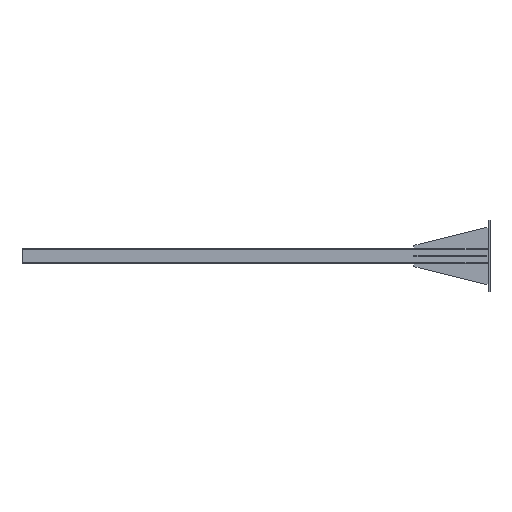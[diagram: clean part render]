
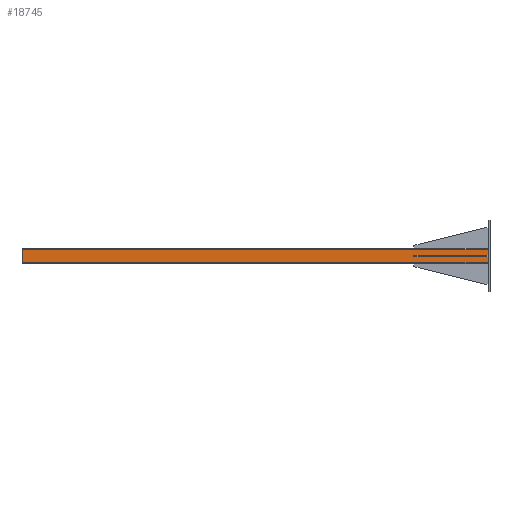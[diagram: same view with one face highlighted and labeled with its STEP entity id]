
A CAD part, left-side view. The second image highlights one B-rep face of the part: STEP entity #18745.
In plain terms, the highlighted planar face has unit normal (-1, 0, 0).
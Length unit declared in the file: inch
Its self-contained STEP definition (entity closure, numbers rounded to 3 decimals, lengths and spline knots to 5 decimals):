
#1673=PLANE('',#20715);
#2072=FACE_OUTER_BOUND('',#3260,.T.);
#3260=EDGE_LOOP('',(#12816,#12817,#12818,#12819));
#4619=LINE('',#29283,#5712);
#4623=LINE('',#29299,#5716);
#4633=LINE('',#29326,#5726);
#4634=LINE('',#29328,#5727);
#5712=VECTOR('',#23263,0.3937);
#5716=VECTOR('',#23277,0.3937);
#5726=VECTOR('',#23307,0.3937);
#5727=VECTOR('',#23310,0.3937);
#8068=VERTEX_POINT('',#29281);
#8069=VERTEX_POINT('',#29282);
#8076=VERTEX_POINT('',#29298);
#8083=VERTEX_POINT('',#29324);
#9862=EDGE_CURVE('',#8068,#8069,#4619,.T.);
#9870=EDGE_CURVE('',#8076,#8069,#4623,.T.);
#9884=EDGE_CURVE('',#8068,#8083,#4633,.T.);
#9885=EDGE_CURVE('',#8076,#8083,#4634,.T.);
#12816=ORIENTED_EDGE('',*,*,#9884,.T.);
#12817=ORIENTED_EDGE('',*,*,#9885,.F.);
#12818=ORIENTED_EDGE('',*,*,#9870,.T.);
#12819=ORIENTED_EDGE('',*,*,#9862,.F.);
#18745=ADVANCED_FACE('',(#2072),#1673,.T.);
#20715=AXIS2_PLACEMENT_3D('',#29327,#23308,#23309);
#23263=DIRECTION('',(0.,0.,-1.));
#23277=DIRECTION('',(0.,-1.,0.));
#23307=DIRECTION('',(0.,1.,0.));
#23308=DIRECTION('center_axis',(-1.,0.,0.));
#23309=DIRECTION('ref_axis',(0.,0.,1.));
#23310=DIRECTION('',(0.,0.,1.));
#29281=CARTESIAN_POINT('',(-3.00549,-88.,2.49438));
#29282=CARTESIAN_POINT('',(-3.00549,-88.,-2.50562));
#29283=CARTESIAN_POINT('',(-3.00549,-88.,-2.50562));
#29298=CARTESIAN_POINT('',(-3.00549,88.,-2.50562));
#29299=CARTESIAN_POINT('',(-3.00549,0.,-2.50562));
#29324=CARTESIAN_POINT('',(-3.00549,88.,2.49438));
#29326=CARTESIAN_POINT('',(-3.00549,0.,2.49438));
#29327=CARTESIAN_POINT('Origin',(-3.00549,0.,-2.50562));
#29328=CARTESIAN_POINT('',(-3.00549,88.,-2.50562));
